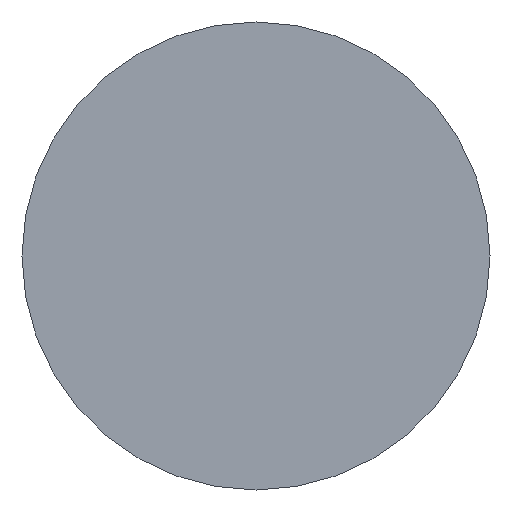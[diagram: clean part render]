
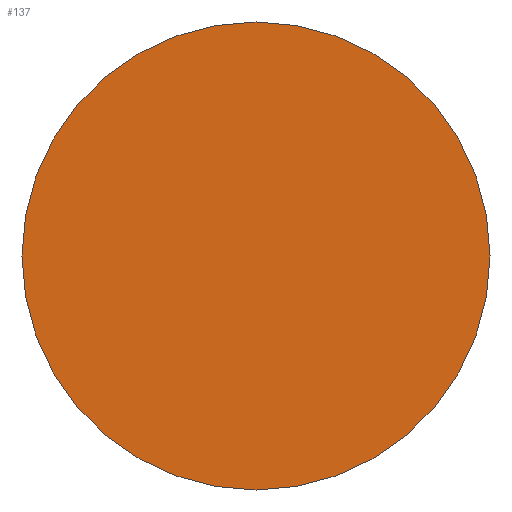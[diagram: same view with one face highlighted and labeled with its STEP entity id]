
A CAD part, front view. The second image highlights one B-rep face of the part: STEP entity #137.
In plain terms, the highlighted planar face has unit normal (0, -1, 0).
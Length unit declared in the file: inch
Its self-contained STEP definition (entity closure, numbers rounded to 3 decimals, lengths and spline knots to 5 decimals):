
#7 = FACE_OUTER_BOUND ( 'NONE', #21, .T. ) ;
#21 = EDGE_LOOP ( 'NONE', ( #40, #43 ) ) ;
#28 = CIRCLE ( 'NONE', #62, 0.1225 ) ;
#40 = ORIENTED_EDGE ( 'NONE', *, *, #51, .F. ) ;
#43 = ORIENTED_EDGE ( 'NONE', *, *, #67, .F. ) ;
#44 = CIRCLE ( 'NONE', #61, 0.1225 ) ;
#49 = AXIS2_PLACEMENT_3D ( 'NONE', #133, #90, #82 ) ;
#51 = EDGE_CURVE ( 'NONE', #98, #104, #28, .T. ) ;
#61 = AXIS2_PLACEMENT_3D ( 'NONE', #105, #113, #124 ) ;
#62 = AXIS2_PLACEMENT_3D ( 'NONE', #100, #74, #85 ) ;
#67 = EDGE_CURVE ( 'NONE', #104, #98, #44, .T. ) ;
#74 = DIRECTION ( 'NONE',  ( 0., 1., 0. ) ) ;
#82 = DIRECTION ( 'NONE',  ( 0., 0., 1. ) ) ;
#85 = DIRECTION ( 'NONE',  ( 0., 0., 1. ) ) ;
#90 = DIRECTION ( 'NONE',  ( 0., 1., 0. ) ) ;
#98 = VERTEX_POINT ( 'NONE', #132 ) ;
#99 = CARTESIAN_POINT ( 'NONE',  ( 0., 0., 0.1225 ) ) ;
#100 = CARTESIAN_POINT ( 'NONE',  ( 0., 0., 0. ) ) ;
#104 = VERTEX_POINT ( 'NONE', #99 ) ;
#105 = CARTESIAN_POINT ( 'NONE',  ( 0., 0., 0. ) ) ;
#113 = DIRECTION ( 'NONE',  ( 0., 1., 0. ) ) ;
#124 = DIRECTION ( 'NONE',  ( 0., 0., 1. ) ) ;
#132 = CARTESIAN_POINT ( 'NONE',  ( 0., 0., -0.1225 ) ) ;
#133 = CARTESIAN_POINT ( 'NONE',  ( 0., 0., 0. ) ) ;
#134 = PLANE ( 'NONE',  #49 ) ;
#137 = ADVANCED_FACE ( 'NONE', ( #7 ), #134, .F. ) ;
